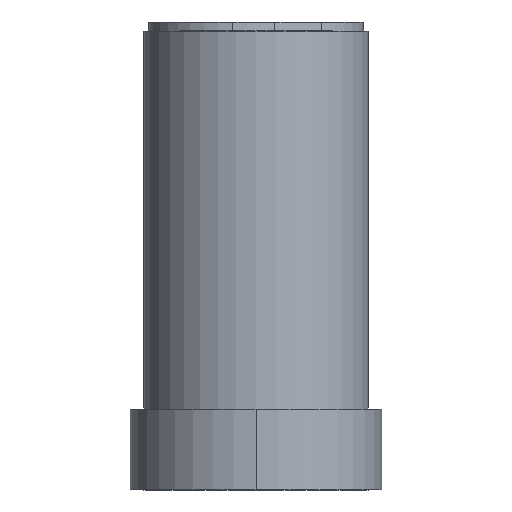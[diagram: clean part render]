
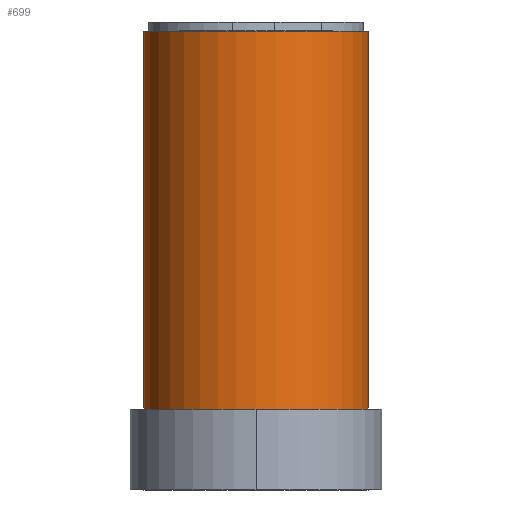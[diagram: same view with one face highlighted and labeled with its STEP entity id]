
A CAD part, left-side view. The second image highlights one B-rep face of the part: STEP entity #699.
In plain terms, the highlighted cylindrical face has radius 3.175 mm (diameter 6.35 mm), a partial arc.
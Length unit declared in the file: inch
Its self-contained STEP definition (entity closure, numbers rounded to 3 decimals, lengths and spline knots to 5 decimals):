
#275 = CARTESIAN_POINT ( 'NONE',  ( -0.31, 0., -0.96731 ) ) ;
#276 = DIRECTION ( 'NONE',  ( 0., 0., 1. ) ) ;
#281 = DIRECTION ( 'NONE',  ( 1., 0., 0. ) ) ;
#699 = ADVANCED_FACE ( 'NONE', ( #15590 ), #15468, .T. ) ;
#2287 = EDGE_CURVE ( 'NONE', #13172, #13179, #15795, .T. ) ;
#2348 = EDGE_CURVE ( 'NONE', #13179, #13194, #4591, .T. ) ;
#2350 = EDGE_CURVE ( 'NONE', #13172, #13192, #4593, .T. ) ;
#2359 = EDGE_CURVE ( 'NONE', #13194, #13192, #4597, .T. ) ;
#4591 = CIRCLE ( 'NONE', #21976, 0.125 ) ;
#4593 = CIRCLE ( 'NONE', #21977, 0.125 ) ;
#4597 = LINE ( 'NONE', #20252, #4602 ) ;
#4602 = VECTOR ( 'NONE', #20251, 39.37008 ) ;
#7282 = EDGE_LOOP ( 'NONE', ( #7550, #7549, #7548, #7547 ) ) ;
#7547 = ORIENTED_EDGE ( 'NONE', *, *, #2350, .F. ) ;
#7548 = ORIENTED_EDGE ( 'NONE', *, *, #2359, .T. ) ;
#7549 = ORIENTED_EDGE ( 'NONE', *, *, #2348, .T. ) ;
#7550 = ORIENTED_EDGE ( 'NONE', *, *, #2287, .T. ) ;
#10887 = CARTESIAN_POINT ( 'NONE',  ( -0.31, -0.125, 0.075 ) ) ;
#13172 = VERTEX_POINT ( 'NONE', #19723 ) ;
#13179 = VERTEX_POINT ( 'NONE', #19730 ) ;
#13192 = VERTEX_POINT ( 'NONE', #19743 ) ;
#13194 = VERTEX_POINT ( 'NONE', #10887 ) ;
#15151 = CARTESIAN_POINT ( 'NONE',  ( -0.31, 0.125, -0.96731 ) ) ;
#15155 = DIRECTION ( 'NONE',  ( 0., 0., -1. ) ) ;
#15468 = CYLINDRICAL_SURFACE ( 'NONE', #19867, 0.125 ) ;
#15590 = FACE_OUTER_BOUND ( 'NONE', #7282, .T. ) ;
#15795 = LINE ( 'NONE', #15151, #15802 ) ;
#15802 = VECTOR ( 'NONE', #15155, 39.37008 ) ;
#19723 = CARTESIAN_POINT ( 'NONE',  ( -0.31, 0.125, 0.495 ) ) ;
#19730 = CARTESIAN_POINT ( 'NONE',  ( -0.31, 0.125, 0.075 ) ) ;
#19743 = CARTESIAN_POINT ( 'NONE',  ( -0.31, -0.125, 0.495 ) ) ;
#19867 = AXIS2_PLACEMENT_3D ( 'NONE', #275, #276, #281 ) ;
#20251 = DIRECTION ( 'NONE',  ( 0., 0., 1. ) ) ;
#20252 = CARTESIAN_POINT ( 'NONE',  ( -0.31, -0.125, -0.96731 ) ) ;
#20262 = DIRECTION ( 'NONE',  ( 1., 0., 0. ) ) ;
#20263 = DIRECTION ( 'NONE',  ( 0., 0., 1. ) ) ;
#20264 = CARTESIAN_POINT ( 'NONE',  ( -0.31, 0., 0.495 ) ) ;
#20266 = DIRECTION ( 'NONE',  ( 1., 0., 0. ) ) ;
#20267 = DIRECTION ( 'NONE',  ( 0., 0., 1. ) ) ;
#20268 = CARTESIAN_POINT ( 'NONE',  ( -0.31, 0., 0.075 ) ) ;
#21976 = AXIS2_PLACEMENT_3D ( 'NONE', #20268, #20267, #20266 ) ;
#21977 = AXIS2_PLACEMENT_3D ( 'NONE', #20264, #20263, #20262 ) ;
